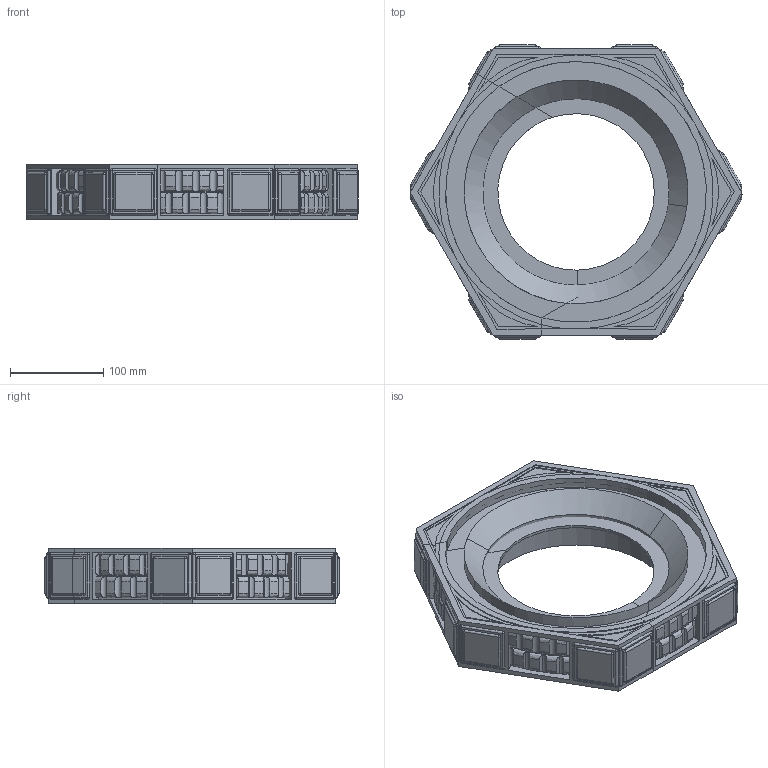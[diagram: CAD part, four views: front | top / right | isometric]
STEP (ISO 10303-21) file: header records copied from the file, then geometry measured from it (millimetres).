
FILE_DESCRIPTION(('HOOPS Exchange Step'),'2;1');
FILE_NAME('temp_export','2023-06-22T21:16:03+19:00',('mobile'),('Shapr3D Limited'),'HOOPS Exchange 2022.2','Shapr3D','Authorized');
FILE_SCHEMA( ('AUTOMOTIVE_DESIGN { 1 0 10303 214 1 1 1 1 }') );
Length unit declared in the file: millimetre
Products named in the file (7): Gear Primitives; Large cutout; Details (1); Details; Small Cutout; Mark 2; root
Assembly tree (6 placements, depth 4):
  root
    Gear Primitives
    Mark 2
      Large cutout
      Small Cutout
        Details (1)
        Details
Bounding box: 356.35 x 315.64 x 60 mm (x, y, z)
Volume: 3168600.5 mm3; surface area: 523816.8 mm2
Topology: 34 solids, 34 shells, 872 faces, 2174 edges, 1289 vertices
Faces by surface type: cylinder 476, plane 274, sphere 96, bspline 26
Entity records: 49942 total; most frequent: CARTESIAN_POINT 29931, ORIENTED_EDGE 4156, DIRECTION 4104, EDGE_CURVE 2078, AXIS2_PLACEMENT_3D 1523, VERTEX_POINT 1289, VECTOR 1058, LINE 1058
